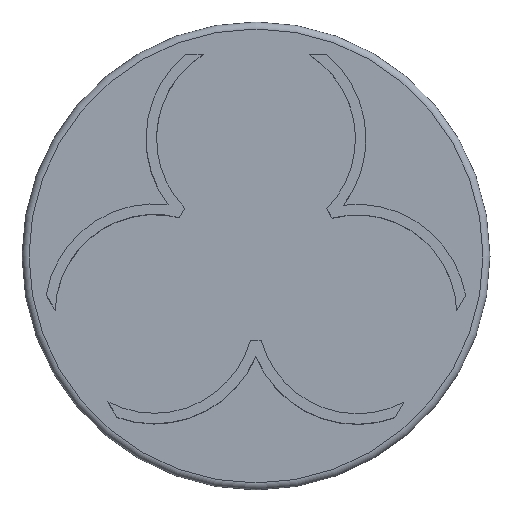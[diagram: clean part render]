
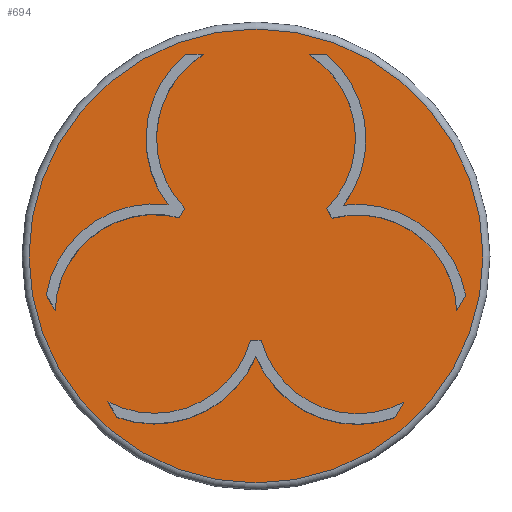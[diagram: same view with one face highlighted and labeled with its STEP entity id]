
A CAD part, top view. The second image highlights one B-rep face of the part: STEP entity #694.
In plain terms, the highlighted planar face has unit normal (0, 0, 1).
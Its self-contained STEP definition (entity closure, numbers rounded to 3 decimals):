
#17=FACE_BOUND('',#234,.T.);
#18=FACE_BOUND('',#235,.T.);
#19=FACE_BOUND('',#236,.T.);
#42=LINE('',#1083,#101);
#46=LINE('',#1092,#105);
#50=LINE('',#1101,#109);
#54=LINE('',#1110,#113);
#58=LINE('',#1119,#117);
#62=LINE('',#1128,#121);
#76=LINE('',#1207,#135);
#77=LINE('',#1208,#136);
#78=LINE('',#1209,#137);
#101=VECTOR('',#867,10.);
#105=VECTOR('',#873,10.);
#109=VECTOR('',#879,10.);
#113=VECTOR('',#885,10.);
#117=VECTOR('',#891,10.);
#121=VECTOR('',#897,10.);
#135=VECTOR('',#1001,10.);
#136=VECTOR('',#1002,10.);
#137=VECTOR('',#1003,10.);
#192=FACE_OUTER_BOUND('',#233,.T.);
#233=EDGE_LOOP('',(#603));
#234=EDGE_LOOP('',(#604,#605,#606,#607,#608,#609,#610));
#235=EDGE_LOOP('',(#611,#612,#613,#614,#615,#616,#617));
#236=EDGE_LOOP('',(#618,#619,#620,#621,#622,#623,#624));
#252=CIRCLE('',#744,23.5);
#255=CIRCLE('',#748,23.5);
#257=CIRCLE('',#751,21.25);
#258=CIRCLE('',#753,21.25);
#260=CIRCLE('',#756,23.5);
#263=CIRCLE('',#760,23.5);
#265=CIRCLE('',#763,21.25);
#266=CIRCLE('',#765,21.25);
#268=CIRCLE('',#768,23.5);
#271=CIRCLE('',#772,23.5);
#274=CIRCLE('',#779,21.25);
#275=CIRCLE('',#781,21.25);
#277=CIRCLE('',#785,48.5);
#301=VERTEX_POINT('',#1080);
#302=VERTEX_POINT('',#1082);
#305=VERTEX_POINT('',#1089);
#306=VERTEX_POINT('',#1091);
#309=VERTEX_POINT('',#1098);
#310=VERTEX_POINT('',#1100);
#313=VERTEX_POINT('',#1107);
#314=VERTEX_POINT('',#1109);
#317=VERTEX_POINT('',#1116);
#318=VERTEX_POINT('',#1118);
#321=VERTEX_POINT('',#1125);
#322=VERTEX_POINT('',#1127);
#323=VERTEX_POINT('',#1131);
#326=VERTEX_POINT('',#1139);
#328=VERTEX_POINT('',#1145);
#329=VERTEX_POINT('',#1149);
#332=VERTEX_POINT('',#1160);
#334=VERTEX_POINT('',#1166);
#335=VERTEX_POINT('',#1170);
#339=VERTEX_POINT('',#1192);
#340=VERTEX_POINT('',#1196);
#342=VERTEX_POINT('',#1203);
#377=EDGE_CURVE('',#301,#302,#42,.T.);
#381=EDGE_CURVE('',#305,#306,#46,.T.);
#385=EDGE_CURVE('',#309,#310,#50,.T.);
#389=EDGE_CURVE('',#313,#314,#54,.T.);
#393=EDGE_CURVE('',#317,#318,#58,.T.);
#397=EDGE_CURVE('',#321,#322,#62,.T.);
#399=EDGE_CURVE('',#302,#323,#252,.T.);
#404=EDGE_CURVE('',#326,#305,#255,.T.);
#407=EDGE_CURVE('',#328,#301,#257,.T.);
#408=EDGE_CURVE('',#306,#329,#258,.T.);
#411=EDGE_CURVE('',#310,#326,#260,.T.);
#415=EDGE_CURVE('',#332,#313,#263,.T.);
#418=EDGE_CURVE('',#334,#309,#265,.T.);
#419=EDGE_CURVE('',#314,#335,#266,.T.);
#422=EDGE_CURVE('',#318,#332,#268,.T.);
#425=EDGE_CURVE('',#323,#321,#271,.T.);
#432=EDGE_CURVE('',#339,#317,#274,.T.);
#433=EDGE_CURVE('',#322,#340,#275,.T.);
#436=EDGE_CURVE('',#342,#342,#277,.T.);
#438=EDGE_CURVE('',#329,#334,#76,.T.);
#439=EDGE_CURVE('',#335,#339,#77,.T.);
#440=EDGE_CURVE('',#340,#328,#78,.T.);
#603=ORIENTED_EDGE('',*,*,#436,.F.);
#604=ORIENTED_EDGE('',*,*,#404,.F.);
#605=ORIENTED_EDGE('',*,*,#411,.F.);
#606=ORIENTED_EDGE('',*,*,#385,.F.);
#607=ORIENTED_EDGE('',*,*,#418,.F.);
#608=ORIENTED_EDGE('',*,*,#438,.F.);
#609=ORIENTED_EDGE('',*,*,#408,.F.);
#610=ORIENTED_EDGE('',*,*,#381,.F.);
#611=ORIENTED_EDGE('',*,*,#415,.F.);
#612=ORIENTED_EDGE('',*,*,#422,.F.);
#613=ORIENTED_EDGE('',*,*,#393,.F.);
#614=ORIENTED_EDGE('',*,*,#432,.F.);
#615=ORIENTED_EDGE('',*,*,#439,.F.);
#616=ORIENTED_EDGE('',*,*,#419,.F.);
#617=ORIENTED_EDGE('',*,*,#389,.F.);
#618=ORIENTED_EDGE('',*,*,#377,.F.);
#619=ORIENTED_EDGE('',*,*,#407,.F.);
#620=ORIENTED_EDGE('',*,*,#440,.F.);
#621=ORIENTED_EDGE('',*,*,#433,.F.);
#622=ORIENTED_EDGE('',*,*,#397,.F.);
#623=ORIENTED_EDGE('',*,*,#425,.F.);
#624=ORIENTED_EDGE('',*,*,#399,.F.);
#654=PLANE('',#787);
#694=ADVANCED_FACE('',(#192,#17,#18,#19),#654,.T.);
#744=AXIS2_PLACEMENT_3D('',#1132,#901,#902);
#748=AXIS2_PLACEMENT_3D('',#1141,#911,#912);
#751=AXIS2_PLACEMENT_3D('',#1147,#918,#919);
#753=AXIS2_PLACEMENT_3D('',#1150,#922,#923);
#756=AXIS2_PLACEMENT_3D('',#1155,#929,#930);
#760=AXIS2_PLACEMENT_3D('',#1162,#938,#939);
#763=AXIS2_PLACEMENT_3D('',#1168,#945,#946);
#765=AXIS2_PLACEMENT_3D('',#1171,#949,#950);
#768=AXIS2_PLACEMENT_3D('',#1176,#956,#957);
#772=AXIS2_PLACEMENT_3D('',#1180,#964,#965);
#779=AXIS2_PLACEMENT_3D('',#1194,#982,#983);
#781=AXIS2_PLACEMENT_3D('',#1197,#986,#987);
#785=AXIS2_PLACEMENT_3D('',#1204,#995,#996);
#787=AXIS2_PLACEMENT_3D('',#1206,#999,#1000);
#867=DIRECTION('',(-1.,0.002,0.));
#873=DIRECTION('',(-1.,0.002,0.));
#879=DIRECTION('',(0.5,0.866,0.));
#885=DIRECTION('',(0.5,0.866,0.));
#891=DIRECTION('',(0.499,-0.866,0.));
#897=DIRECTION('',(0.499,-0.866,0.));
#901=DIRECTION('center_axis',(0.,0.,1.));
#902=DIRECTION('ref_axis',(1.,0.,0.));
#911=DIRECTION('center_axis',(0.,0.,1.));
#912=DIRECTION('ref_axis',(1.,0.,0.));
#918=DIRECTION('center_axis',(0.,0.,-1.));
#919=DIRECTION('ref_axis',(1.,0.,0.));
#922=DIRECTION('center_axis',(0.,0.,-1.));
#923=DIRECTION('ref_axis',(1.,0.,0.));
#929=DIRECTION('center_axis',(0.,0.,1.));
#930=DIRECTION('ref_axis',(1.,0.,0.));
#938=DIRECTION('center_axis',(0.,0.,1.));
#939=DIRECTION('ref_axis',(1.,0.,0.));
#945=DIRECTION('center_axis',(0.,0.,-1.));
#946=DIRECTION('ref_axis',(1.,0.,0.));
#949=DIRECTION('center_axis',(0.,0.,-1.));
#950=DIRECTION('ref_axis',(1.,0.,0.));
#956=DIRECTION('center_axis',(0.,0.,1.));
#957=DIRECTION('ref_axis',(1.,0.,0.));
#964=DIRECTION('center_axis',(0.,0.,1.));
#965=DIRECTION('ref_axis',(1.,0.,0.));
#982=DIRECTION('center_axis',(0.,0.,-1.));
#983=DIRECTION('ref_axis',(1.,0.,0.));
#986=DIRECTION('center_axis',(0.,0.,-1.));
#987=DIRECTION('ref_axis',(1.,0.,0.));
#995=DIRECTION('center_axis',(0.,0.,-1.));
#996=DIRECTION('ref_axis',(1.,0.,0.));
#999=DIRECTION('center_axis',(0.,0.,1.));
#1000=DIRECTION('ref_axis',(1.,0.,0.));
#1001=DIRECTION('',(0.5,-0.866,0.));
#1002=DIRECTION('',(-1.,0.002,0.));
#1003=DIRECTION('',(0.502,0.865,0.));
#1080=CARTESIAN_POINT('',(-11.263,43.02,3.));
#1082=CARTESIAN_POINT('',(-15.076,43.026,3.));
#1083=CARTESIAN_POINT('',(19.101,42.967,3.));
#1089=CARTESIAN_POINT('',(15.139,42.974,3.));
#1091=CARTESIAN_POINT('',(11.326,42.98,3.));
#1092=CARTESIAN_POINT('',(19.101,42.967,3.));
#1098=CARTESIAN_POINT('',(42.88,-11.732,3.));
#1100=CARTESIAN_POINT('',(44.787,-8.43,3.));
#1101=CARTESIAN_POINT('',(44.787,-8.43,3.));
#1107=CARTESIAN_POINT('',(29.676,-34.596,3.));
#1109=CARTESIAN_POINT('',(31.583,-31.293,3.));
#1110=CARTESIAN_POINT('',(44.787,-8.43,3.));
#1116=CARTESIAN_POINT('',(-31.649,-31.195,3.));
#1118=CARTESIAN_POINT('',(-29.744,-34.499,3.));
#1119=CARTESIAN_POINT('',(-48.304,-2.308,3.));
#1125=CARTESIAN_POINT('',(-44.836,-8.323,3.));
#1127=CARTESIAN_POINT('',(-42.932,-11.626,3.));
#1128=CARTESIAN_POINT('',(-48.304,-2.308,3.));
#1131=CARTESIAN_POINT('',(-18.8,10.901,3.));
#1132=CARTESIAN_POINT('Origin',(0.,25.,3.));
#1139=CARTESIAN_POINT('',(18.73,10.808,3.));
#1141=CARTESIAN_POINT('Origin',(0.,25.,3.));
#1145=CARTESIAN_POINT('',(-15.219,10.169,3.));
#1147=CARTESIAN_POINT('Origin',(0.,25.,3.));
#1149=CARTESIAN_POINT('',(15.115,10.064,3.));
#1150=CARTESIAN_POINT('Origin',(0.,25.,3.));
#1155=CARTESIAN_POINT('Origin',(21.644,-12.511,3.));
#1160=CARTESIAN_POINT('',(-0.045,-21.556,3.));
#1162=CARTESIAN_POINT('Origin',(21.644,-12.511,3.));
#1166=CARTESIAN_POINT('',(16.277,8.05,3.));
#1168=CARTESIAN_POINT('Origin',(21.644,-12.511,3.));
#1170=CARTESIAN_POINT('',(1.124,-18.031,3.));
#1171=CARTESIAN_POINT('Origin',(21.644,-12.511,3.));
#1176=CARTESIAN_POINT('Origin',(-21.696,-12.42,3.));
#1180=CARTESIAN_POINT('Origin',(-21.696,-12.42,3.));
#1192=CARTESIAN_POINT('',(-1.199,-18.026,3.));
#1194=CARTESIAN_POINT('Origin',(-21.696,-12.42,3.));
#1196=CARTESIAN_POINT('',(-16.386,8.156,3.));
#1197=CARTESIAN_POINT('Origin',(-21.696,-12.42,3.));
#1203=CARTESIAN_POINT('',(-48.5,0.,3.));
#1204=CARTESIAN_POINT('Origin',(0.,0.,3.));
#1206=CARTESIAN_POINT('Origin',(0.,0.,3.));
#1207=CARTESIAN_POINT('',(15.406,9.56,3.));
#1208=CARTESIAN_POINT('',(0.543,-18.03,3.));
#1209=CARTESIAN_POINT('',(-16.095,8.659,3.));
